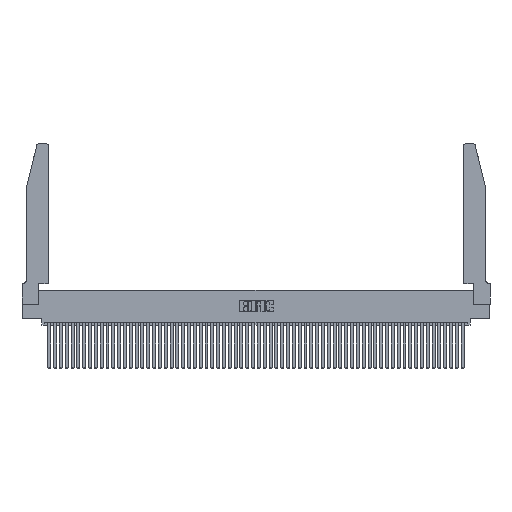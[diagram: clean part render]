
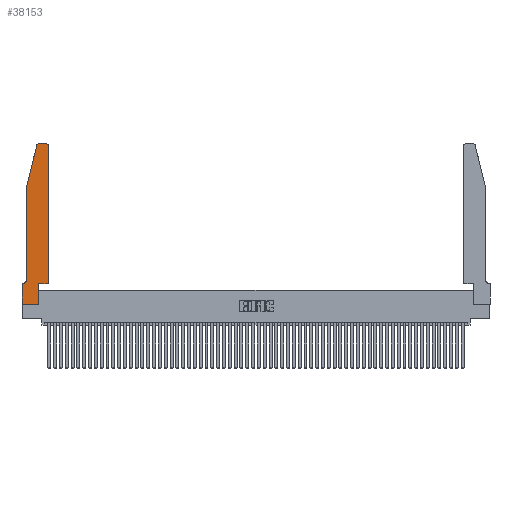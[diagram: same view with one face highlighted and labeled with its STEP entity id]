
A CAD part, top view. The second image highlights one B-rep face of the part: STEP entity #38153.
In plain terms, the highlighted planar face has unit normal (0, 0, 1).
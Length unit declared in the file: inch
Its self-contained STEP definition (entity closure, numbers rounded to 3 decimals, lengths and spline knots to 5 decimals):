
#779 = DIRECTION ( 'NONE',  ( -1., 0., 0. ) ) ;
#858 = EDGE_CURVE ( 'NONE', #49613, #42171, #48499, .T. ) ;
#1185 = DIRECTION ( 'NONE',  ( -1., 0., 0. ) ) ;
#1243 = DIRECTION ( 'NONE',  ( 0., 1., 0. ) ) ;
#3259 = LINE ( 'NONE', #45284, #12187 ) ;
#3717 = LINE ( 'NONE', #27572, #28538 ) ;
#3840 = EDGE_CURVE ( 'NONE', #38106, #49613, #48242, .T. ) ;
#4710 = CARTESIAN_POINT ( 'NONE',  ( 0., 0.35, 0.37 ) ) ;
#6567 = EDGE_CURVE ( 'NONE', #42171, #40620, #3259, .T. ) ;
#6774 = DIRECTION ( 'NONE',  ( 1., 0., 0. ) ) ;
#7239 = CARTESIAN_POINT ( 'NONE',  ( 0.0755, 0.42, 0.37 ) ) ;
#8413 = LINE ( 'NONE', #37806, #17319 ) ;
#8584 = CIRCLE ( 'NONE', #50810, 0.03 ) ;
#8907 = ORIENTED_EDGE ( 'NONE', *, *, #3840, .T. ) ;
#9322 = CARTESIAN_POINT ( 'NONE',  ( 0.2865, 0.35, 0.37 ) ) ;
#9537 = EDGE_CURVE ( 'NONE', #17868, #44650, #3717, .T. ) ;
#11051 = CARTESIAN_POINT ( 'NONE',  ( 0.0055, 0.35, 0.37 ) ) ;
#12187 = VECTOR ( 'NONE', #19061, 39.37008 ) ;
#13006 = DIRECTION ( 'NONE',  ( 0., 0., 1. ) ) ;
#13557 = DIRECTION ( 'NONE',  ( 0., 0., 1. ) ) ;
#13732 = PLANE ( 'NONE',  #52689 ) ;
#14390 = VERTEX_POINT ( 'NONE', #26629 ) ;
#15899 = LINE ( 'NONE', #33334, #41365 ) ;
#16086 = CARTESIAN_POINT ( 'NONE',  ( 0.2605, 2.75, 0.37 ) ) ;
#16339 = EDGE_CURVE ( 'NONE', #53444, #57020, #20803, .T. ) ;
#17319 = VECTOR ( 'NONE', #30792, 39.37008 ) ;
#17634 = DIRECTION ( 'NONE',  ( 0., -1., 0. ) ) ;
#17868 = VERTEX_POINT ( 'NONE', #24396 ) ;
#18084 = VECTOR ( 'NONE', #1243, 39.37008 ) ;
#18352 = ORIENTED_EDGE ( 'NONE', *, *, #38721, .T. ) ;
#19061 = DIRECTION ( 'NONE',  ( -0.239, -0.971, 0. ) ) ;
#19734 = VERTEX_POINT ( 'NONE', #42342 ) ;
#20803 = CIRCLE ( 'NONE', #28916, 0.07 ) ;
#20946 = CARTESIAN_POINT ( 'NONE',  ( 0.284, 2.75, 0.37 ) ) ;
#21131 = CARTESIAN_POINT ( 'NONE',  ( 0.284, 2.72, 0.37 ) ) ;
#21723 = VERTEX_POINT ( 'NONE', #44209 ) ;
#22641 = VECTOR ( 'NONE', #46943, 39.37008 ) ;
#24396 = CARTESIAN_POINT ( 'NONE',  ( 0.2865, 0.35, 0.37 ) ) ;
#24912 = EDGE_CURVE ( 'NONE', #40620, #53444, #44698, .T. ) ;
#25475 = ORIENTED_EDGE ( 'NONE', *, *, #26701, .T. ) ;
#26137 = ORIENTED_EDGE ( 'NONE', *, *, #9537, .T. ) ;
#26629 = CARTESIAN_POINT ( 'NONE',  ( 0.2865, 0., 0.37 ) ) ;
#26701 = EDGE_CURVE ( 'NONE', #14390, #17868, #52862, .T. ) ;
#27373 = CARTESIAN_POINT ( 'NONE',  ( 0.0755, 0.35, 0.37 ) ) ;
#27572 = CARTESIAN_POINT ( 'NONE',  ( 0.4505, 0.35, 0.37 ) ) ;
#27771 = DIRECTION ( 'NONE',  ( 1., 0., 0. ) ) ;
#28538 = VECTOR ( 'NONE', #27771, 39.37008 ) ;
#28916 = AXIS2_PLACEMENT_3D ( 'NONE', #48280, #30744, #1185 ) ;
#29135 = CARTESIAN_POINT ( 'NONE',  ( 0.4205, 2.75, 0.37 ) ) ;
#30036 = DIRECTION ( 'NONE',  ( 0., 0., 1. ) ) ;
#30232 = CARTESIAN_POINT ( 'NONE',  ( 0.4505, 0.35, 0.37 ) ) ;
#30744 = DIRECTION ( 'NONE',  ( 0., 0., -1. ) ) ;
#30792 = DIRECTION ( 'NONE',  ( 0., -1., 0. ) ) ;
#30979 = ORIENTED_EDGE ( 'NONE', *, *, #38165, .T. ) ;
#31224 = LINE ( 'NONE', #32266, #18084 ) ;
#31273 = CARTESIAN_POINT ( 'NONE',  ( 0., 0.35, 0.37 ) ) ;
#31316 = DIRECTION ( 'NONE',  ( 1., 0., 0. ) ) ;
#32266 = CARTESIAN_POINT ( 'NONE',  ( 0.4505, 0.35, 0.37 ) ) ;
#32887 = ORIENTED_EDGE ( 'NONE', *, *, #858, .T. ) ;
#33262 = ORIENTED_EDGE ( 'NONE', *, *, #56050, .T. ) ;
#33334 = CARTESIAN_POINT ( 'NONE',  ( 0., 0., 0.37 ) ) ;
#37289 = VECTOR ( 'NONE', #779, 39.37008 ) ;
#37806 = CARTESIAN_POINT ( 'NONE',  ( 0., 0., 0.37 ) ) ;
#38106 = VERTEX_POINT ( 'NONE', #29135 ) ;
#38153 = ADVANCED_FACE ( 'NONE', ( #51364 ), #13732, .T. ) ;
#38165 = EDGE_CURVE ( 'NONE', #21723, #38106, #8584, .T. ) ;
#38721 = EDGE_CURVE ( 'NONE', #44650, #21723, #31224, .T. ) ;
#40620 = VERTEX_POINT ( 'NONE', #49859 ) ;
#41170 = VERTEX_POINT ( 'NONE', #31273 ) ;
#41365 = VECTOR ( 'NONE', #6774, 39.37008 ) ;
#42171 = VERTEX_POINT ( 'NONE', #44875 ) ;
#42342 = CARTESIAN_POINT ( 'NONE',  ( 0., 0., 0.37 ) ) ;
#43315 = DIRECTION ( 'NONE',  ( 1., 0., 0. ) ) ;
#43888 = CARTESIAN_POINT ( 'NONE',  ( 0.0755, 2., 0.37 ) ) ;
#44017 = DIRECTION ( 'NONE',  ( 0., 1., 0. ) ) ;
#44209 = CARTESIAN_POINT ( 'NONE',  ( 0.4505, 2.72, 0.37 ) ) ;
#44650 = VERTEX_POINT ( 'NONE', #30232 ) ;
#44696 = EDGE_CURVE ( 'NONE', #41170, #19734, #8413, .T. ) ;
#44698 = LINE ( 'NONE', #43888, #53711 ) ;
#44875 = CARTESIAN_POINT ( 'NONE',  ( 0.25487, 2.72718, 0.37 ) ) ;
#45284 = CARTESIAN_POINT ( 'NONE',  ( 0.0755, 2., 0.37 ) ) ;
#46021 = ORIENTED_EDGE ( 'NONE', *, *, #44696, .T. ) ;
#46712 = ORIENTED_EDGE ( 'NONE', *, *, #24912, .T. ) ;
#46943 = DIRECTION ( 'NONE',  ( -1., 0., 0. ) ) ;
#47286 = VECTOR ( 'NONE', #44017, 39.37008 ) ;
#48242 = LINE ( 'NONE', #16086, #22641 ) ;
#48280 = CARTESIAN_POINT ( 'NONE',  ( 0.0055, 0.42, 0.37 ) ) ;
#48499 = CIRCLE ( 'NONE', #50973, 0.03 ) ;
#48865 = DIRECTION ( 'NONE',  ( 1., 0., 0. ) ) ;
#49051 = LINE ( 'NONE', #27373, #37289 ) ;
#49613 = VERTEX_POINT ( 'NONE', #20946 ) ;
#49859 = CARTESIAN_POINT ( 'NONE',  ( 0.0755, 2., 0.37 ) ) ;
#50810 = AXIS2_PLACEMENT_3D ( 'NONE', #53344, #13557, #48865 ) ;
#50973 = AXIS2_PLACEMENT_3D ( 'NONE', #21131, #30036, #43315 ) ;
#51364 = FACE_OUTER_BOUND ( 'NONE', #53665, .T. ) ;
#51557 = ORIENTED_EDGE ( 'NONE', *, *, #16339, .T. ) ;
#52689 = AXIS2_PLACEMENT_3D ( 'NONE', #4710, #13006, #31316 ) ;
#52862 = LINE ( 'NONE', #9322, #47286 ) ;
#53344 = CARTESIAN_POINT ( 'NONE',  ( 0.4205, 2.72, 0.37 ) ) ;
#53444 = VERTEX_POINT ( 'NONE', #7239 ) ;
#53665 = EDGE_LOOP ( 'NONE', ( #8907, #32887, #55981, #46712, #51557, #54784, #46021, #33262, #25475, #26137, #18352, #30979 ) ) ;
#53711 = VECTOR ( 'NONE', #17634, 39.37008 ) ;
#54784 = ORIENTED_EDGE ( 'NONE', *, *, #55758, .T. ) ;
#55758 = EDGE_CURVE ( 'NONE', #57020, #41170, #49051, .T. ) ;
#55981 = ORIENTED_EDGE ( 'NONE', *, *, #6567, .T. ) ;
#56050 = EDGE_CURVE ( 'NONE', #19734, #14390, #15899, .T. ) ;
#57020 = VERTEX_POINT ( 'NONE', #11051 ) ;
